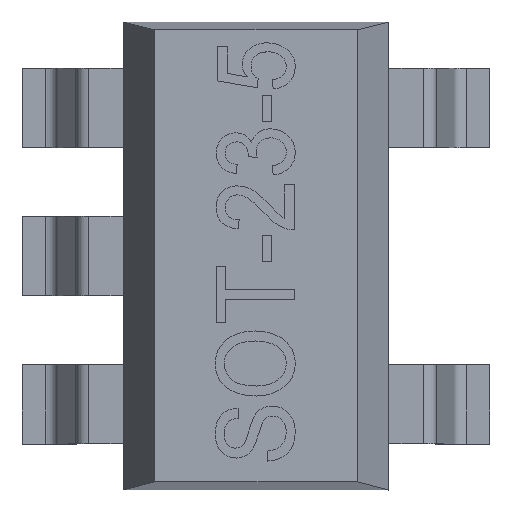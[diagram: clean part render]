
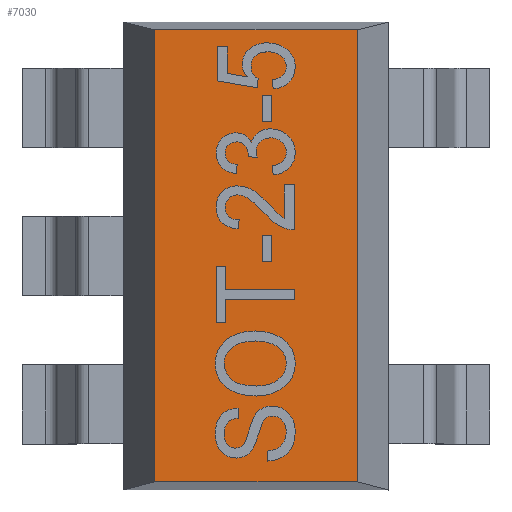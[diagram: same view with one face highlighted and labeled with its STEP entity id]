
A CAD part, top view. The second image highlights one B-rep face of the part: STEP entity #7030.
In plain terms, the highlighted planar face has unit normal (0, 0, 1).
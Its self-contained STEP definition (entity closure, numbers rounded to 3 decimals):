
#837 = CARTESIAN_POINT ( 'NONE',  ( 0.648, -1.448, 1.448 ) ) ;
#924 = B_SPLINE_CURVE_WITH_KNOTS ( 'NONE', 3,
 ( #837, #6242, #1627, #4900 ),
 .UNSPECIFIED., .F., .F.,
 ( 4, 4 ),
 ( 0., 1. ),
 .UNSPECIFIED. ) ;
#1333 = VERTEX_POINT ( 'NONE', #3044 ) ;
#1388 = B_SPLINE_CURVE_WITH_KNOTS ( 'NONE', 3,
 ( #1858, #3961, #7379, #1940 ),
 .UNSPECIFIED., .F., .F.,
 ( 4, 4 ),
 ( 0., 1. ),
 .UNSPECIFIED. ) ;
#1442 = FACE_OUTER_BOUND ( 'NONE', #2951, .T. ) ;
#1627 = CARTESIAN_POINT ( 'NONE',  ( 0.648, 0.483, 1.448 ) ) ;
#1809 = DIRECTION ( 'NONE',  ( 0., 0., -1. ) ) ;
#1858 = CARTESIAN_POINT ( 'NONE',  ( -0.648, 1.448, 1.448 ) ) ;
#1940 = CARTESIAN_POINT ( 'NONE',  ( -0.648, -1.448, 1.448 ) ) ;
#2150 = CARTESIAN_POINT ( 'NONE',  ( -0.648, 1.448, 1.448 ) ) ;
#2874 = EDGE_CURVE ( 'NONE', #7173, #7235, #924, .T. ) ;
#2901 = CARTESIAN_POINT ( 'NONE',  ( 0.648, 1.448, 1.448 ) ) ;
#2908 = CARTESIAN_POINT ( 'NONE',  ( 0.648, -1.448, 1.448 ) ) ;
#2943 = CARTESIAN_POINT ( 'NONE',  ( -0.648, -1.448, 1.448 ) ) ;
#2951 = EDGE_LOOP ( 'NONE', ( #4615, #5896, #3230, #6359 ) ) ;
#2991 = AXIS2_PLACEMENT_3D ( 'NONE', #8563, #1809, #4508 ) ;
#3044 = CARTESIAN_POINT ( 'NONE',  ( -0.648, 1.448, 1.448 ) ) ;
#3230 = ORIENTED_EDGE ( 'NONE', *, *, #6343, .T. ) ;
#3279 = EDGE_CURVE ( 'NONE', #1333, #7235, #7406, .T. ) ;
#3961 = CARTESIAN_POINT ( 'NONE',  ( -0.648, 0.483, 1.448 ) ) ;
#3981 = CARTESIAN_POINT ( 'NONE',  ( 0.648, -1.448, 1.448 ) ) ;
#4508 = DIRECTION ( 'NONE',  ( -1., 0., 0. ) ) ;
#4615 = ORIENTED_EDGE ( 'NONE', *, *, #2874, .T. ) ;
#4873 = CARTESIAN_POINT ( 'NONE',  ( 0.216, -1.448, 1.448 ) ) ;
#4900 = CARTESIAN_POINT ( 'NONE',  ( 0.648, 1.448, 1.448 ) ) ;
#5392 = CARTESIAN_POINT ( 'NONE',  ( 0.648, 1.448, 1.448 ) ) ;
#5728 = CARTESIAN_POINT ( 'NONE',  ( -0.648, -1.448, 1.448 ) ) ;
#5896 = ORIENTED_EDGE ( 'NONE', *, *, #3279, .F. ) ;
#5949 = PLANE ( 'NONE',  #2991 ) ;
#6242 = CARTESIAN_POINT ( 'NONE',  ( 0.648, -0.483, 1.448 ) ) ;
#6343 = EDGE_CURVE ( 'NONE', #1333, #7576, #1388, .T. ) ;
#6359 = ORIENTED_EDGE ( 'NONE', *, *, #7609, .T. ) ;
#6946 = CARTESIAN_POINT ( 'NONE',  ( -0.216, -1.448, 1.448 ) ) ;
#7030 = ADVANCED_FACE ( 'NONE', ( #1442 ), #5949, .F. ) ;
#7173 = VERTEX_POINT ( 'NONE', #3981 ) ;
#7235 = VERTEX_POINT ( 'NONE', #5392 ) ;
#7379 = CARTESIAN_POINT ( 'NONE',  ( -0.648, -0.483, 1.448 ) ) ;
#7406 = B_SPLINE_CURVE_WITH_KNOTS ( 'NONE', 3,
 ( #2150, #7620, #7648, #2901 ),
 .UNSPECIFIED., .F., .F.,
 ( 4, 4 ),
 ( 0., 1. ),
 .UNSPECIFIED. ) ;
#7576 = VERTEX_POINT ( 'NONE', #5728 ) ;
#7609 = EDGE_CURVE ( 'NONE', #7576, #7173, #7844, .T. ) ;
#7620 = CARTESIAN_POINT ( 'NONE',  ( -0.216, 1.448, 1.448 ) ) ;
#7648 = CARTESIAN_POINT ( 'NONE',  ( 0.216, 1.448, 1.448 ) ) ;
#7844 = B_SPLINE_CURVE_WITH_KNOTS ( 'NONE', 3,
 ( #2943, #6946, #4873, #2908 ),
 .UNSPECIFIED., .F., .F.,
 ( 4, 4 ),
 ( 0., 1. ),
 .UNSPECIFIED. ) ;
#8563 = CARTESIAN_POINT ( 'NONE',  ( -0.648, -1.448, 1.448 ) ) ;
